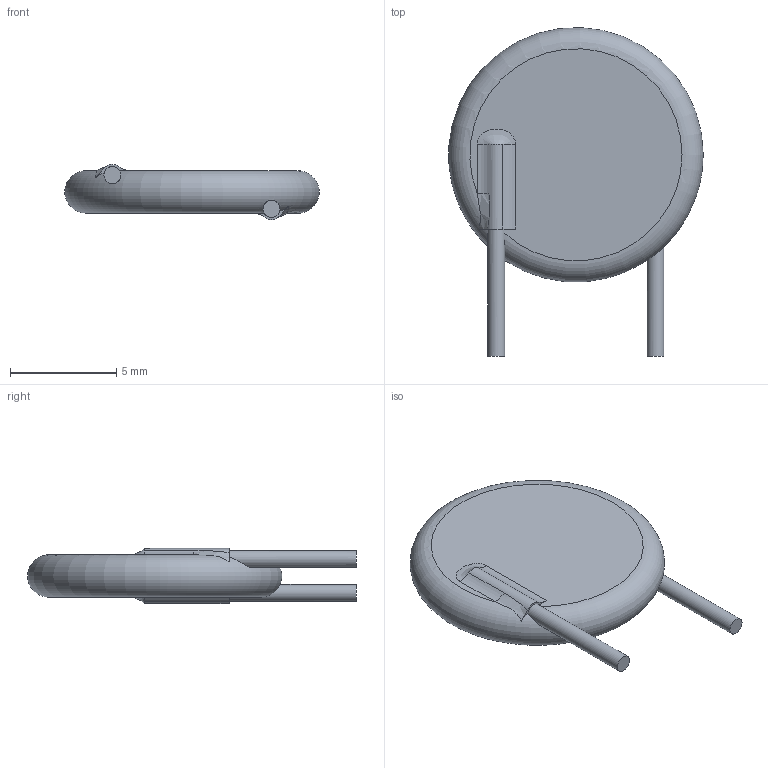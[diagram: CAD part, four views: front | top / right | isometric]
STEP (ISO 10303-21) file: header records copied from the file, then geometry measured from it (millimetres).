
FILE_DESCRIPTION(/* description */ (''),/* implementation_level */ '2;1');
FILE_NAME(/* name */ 'VARISTOR.stp',/* time_stamp */ '2021-04-19T08:41:03-03:00',/* author */ ('laguerre'),/* organization */ (''),/* preprocessor_version */ 'ST-DEVELOPER v17',/* originating_system */ 'Autodesk Inventor 2018',/* authorisation */ '');
FILE_SCHEMA (('AUTOMOTIVE_DESIGN { 1 0 10303 214 3 1 1 }'));
Length unit declared in the file: millimetre
Products named in the file (1): VARISTOR
Bounding box: 11.99 x 15.5 x 2.6 mm (x, y, z)
Volume: 218.1 mm3; surface area: 296.4 mm2
Topology: 1 solids, 1 shells, 19 faces, 51 edges, 34 vertices
Faces by surface type: cylinder 8, plane 6, bspline 4, torus 1
Full cylindrical faces by diameter (mm): 0.8 x2
Entity records: 914 total; most frequent: CARTESIAN_POINT 407, ORIENTED_EDGE 102, DIRECTION 88, EDGE_CURVE 51, AXIS2_PLACEMENT_3D 37, VERTEX_POINT 34, CIRCLE 21, FACE_OUTER_BOUND 19
